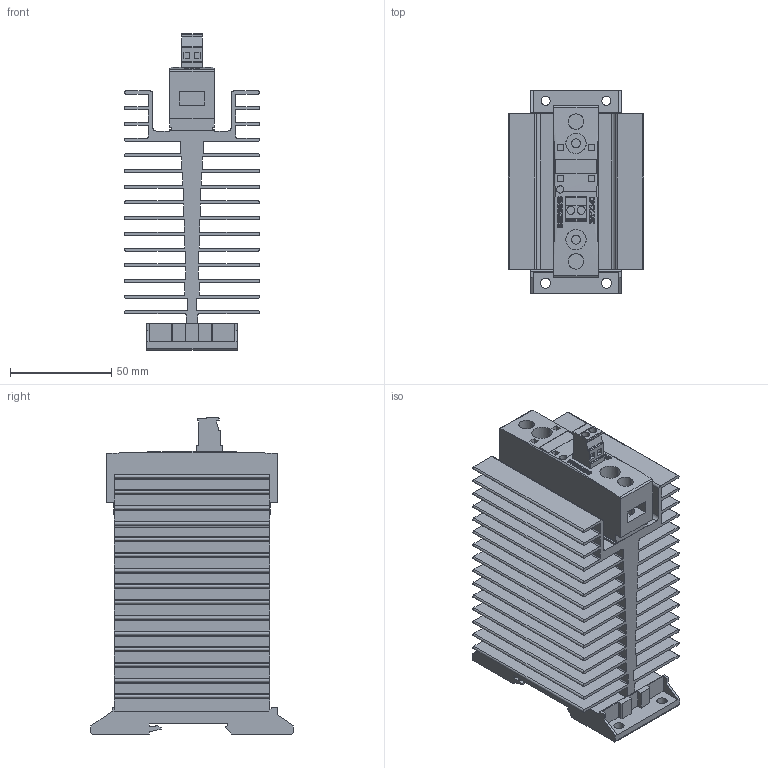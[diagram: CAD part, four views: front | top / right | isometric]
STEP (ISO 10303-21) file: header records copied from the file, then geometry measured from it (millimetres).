
FILE_DESCRIPTION (( 'STEP AP214' ), '1' );
FILE_NAME ('z_5353309_00_000_.STEP', '2006-02-16T14:53:10', ( 'Katarina Christall' ), ( 'TW' ), 'SwSTEP 2.0', 'SolidWorks 2005354', '' );
FILE_SCHEMA (( 'AUTOMOTIVE_DESIGN' ));
Length unit declared in the file: millimetre
Products named in the file (1): z_5353309_00_000_
Bounding box: 67.1 x 99.8 x 156 mm (x, y, z)
Volume: 251143.4 mm3; surface area: 167376.3 mm2
Topology: 1 solids, 1 shells, 574 faces, 1599 edges, 1064 vertices
Faces by surface type: plane 353, cylinder 143, bspline 78
Entity records: 28340 total; most frequent: CARTESIAN_POINT 10685, ORIENTED_EDGE 3198, DIRECTION 2726, EDGE_CURVE 1599, VECTOR 1084, LINE 1084, VERTEX_POINT 1064, AXIS2_PLACEMENT_3D 821
